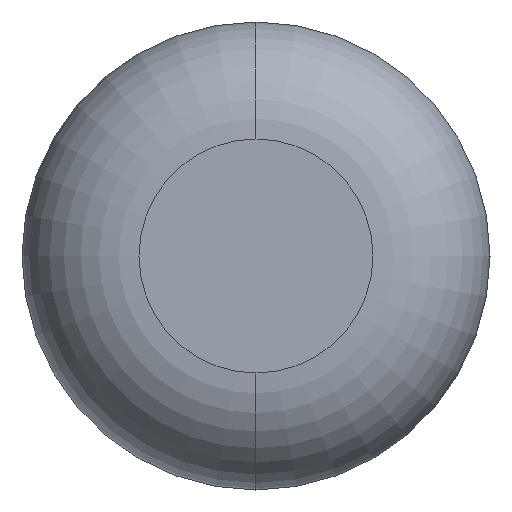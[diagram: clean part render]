
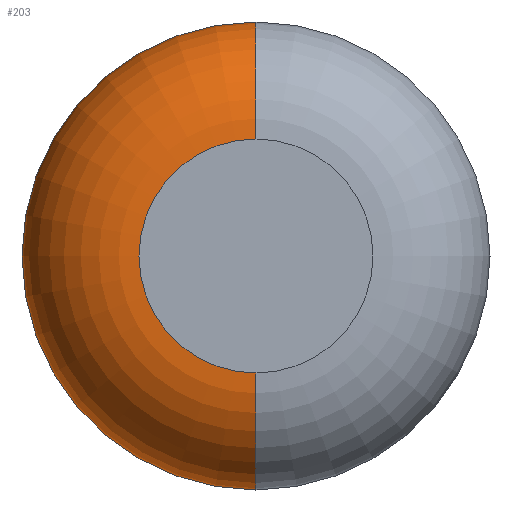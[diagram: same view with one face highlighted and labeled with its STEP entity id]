
A CAD part, left-side view. The second image highlights one B-rep face of the part: STEP entity #203.
In plain terms, the highlighted toroidal (fillet/blend) face has major radius 100 mm and minor radius 100 mm.
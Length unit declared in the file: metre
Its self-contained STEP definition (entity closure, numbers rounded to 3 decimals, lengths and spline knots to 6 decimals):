
#2 = CARTESIAN_POINT ( 'NONE',  ( 0., 0., -0.1 ) ) ;
#4 = CARTESIAN_POINT ( 'NONE',  ( 0., 0., 0.1 ) ) ;
#11 = DIRECTION ( 'NONE',  ( 0., 0., 1. ) ) ;
#12 = CARTESIAN_POINT ( 'NONE',  ( 0.1, 0., 0. ) ) ;
#18 = CIRCLE ( 'NONE', #143, 0.1 ) ;
#25 = VERTEX_POINT ( 'NONE', #107 ) ;
#32 = CIRCLE ( 'NONE', #59, 0.1 ) ;
#38 = CARTESIAN_POINT ( 'NONE',  ( 0., 0., 0. ) ) ;
#40 = DIRECTION ( 'NONE',  ( 0., 0., 1. ) ) ;
#42 = DIRECTION ( 'NONE',  ( 0., -1., 0. ) ) ;
#46 = CARTESIAN_POINT ( 'NONE',  ( 0.1, 0., 0. ) ) ;
#54 = AXIS2_PLACEMENT_3D ( 'NONE', #46, #234, #238 ) ;
#59 = AXIS2_PLACEMENT_3D ( 'NONE', #170, #126, #40 ) ;
#67 = CIRCLE ( 'NONE', #54, 0.2 ) ;
#68 = ORIENTED_EDGE ( 'NONE', *, *, #75, .T. ) ;
#75 = EDGE_CURVE ( 'NONE', #153, #193, #32, .T. ) ;
#88 = EDGE_CURVE ( 'NONE', #133, #193, #18, .T. ) ;
#106 = AXIS2_PLACEMENT_3D ( 'NONE', #111, #42, #115 ) ;
#107 = CARTESIAN_POINT ( 'NONE',  ( 0.1, 0., 0.2 ) ) ;
#111 = CARTESIAN_POINT ( 'NONE',  ( 0.1, 0., 0.1 ) ) ;
#115 = DIRECTION ( 'NONE',  ( 0., 0., -1. ) ) ;
#121 = DIRECTION ( 'NONE',  ( -1., 0., 0. ) ) ;
#126 = DIRECTION ( 'NONE',  ( 0., 1., 0. ) ) ;
#127 = CARTESIAN_POINT ( 'NONE',  ( 0.1, 0., -0.2 ) ) ;
#133 = VERTEX_POINT ( 'NONE', #4 ) ;
#137 = TOROIDAL_SURFACE ( 'NONE', #189, 0.1, 0.1 ) ;
#143 = AXIS2_PLACEMENT_3D ( 'NONE', #38, #214, #165 ) ;
#151 = ORIENTED_EDGE ( 'NONE', *, *, #88, .F. ) ;
#153 = VERTEX_POINT ( 'NONE', #127 ) ;
#165 = DIRECTION ( 'NONE',  ( 0., 0., 1. ) ) ;
#170 = CARTESIAN_POINT ( 'NONE',  ( 0.1, 0., -0.1 ) ) ;
#185 = EDGE_LOOP ( 'NONE', ( #232, #68, #151, #228 ) ) ;
#189 = AXIS2_PLACEMENT_3D ( 'NONE', #12, #121, #11 ) ;
#192 = FACE_OUTER_BOUND ( 'NONE', #185, .T. ) ;
#193 = VERTEX_POINT ( 'NONE', #2 ) ;
#196 = CIRCLE ( 'NONE', #106, 0.1 ) ;
#201 = EDGE_CURVE ( 'NONE', #25, #133, #196, .T. ) ;
#203 = ADVANCED_FACE ( 'NONE', ( #192 ), #137, .T. ) ;
#210 = EDGE_CURVE ( 'NONE', #25, #153, #67, .T. ) ;
#214 = DIRECTION ( 'NONE',  ( -1., 0., 0. ) ) ;
#228 = ORIENTED_EDGE ( 'NONE', *, *, #201, .F. ) ;
#232 = ORIENTED_EDGE ( 'NONE', *, *, #210, .T. ) ;
#234 = DIRECTION ( 'NONE',  ( -1., 0., 0. ) ) ;
#238 = DIRECTION ( 'NONE',  ( 0., 0., 1. ) ) ;
